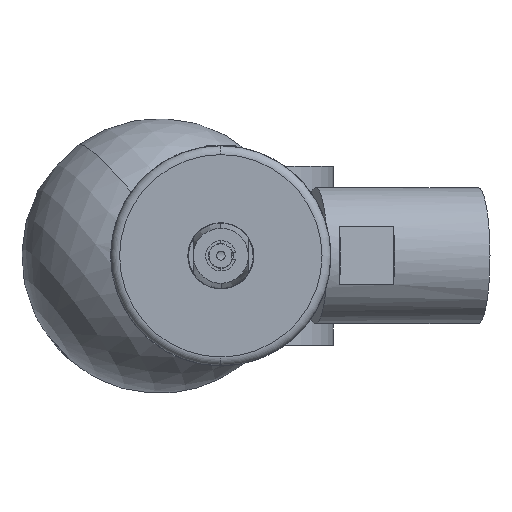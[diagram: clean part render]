
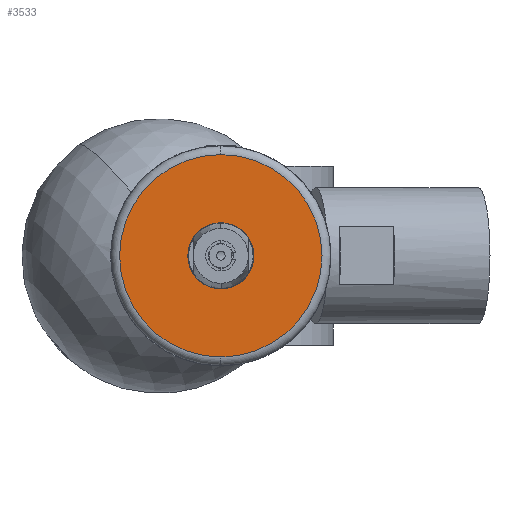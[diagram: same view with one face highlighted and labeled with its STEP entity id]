
A CAD part, left-side view. The second image highlights one B-rep face of the part: STEP entity #3533.
In plain terms, the highlighted planar face has unit normal (-1, 0, 0).
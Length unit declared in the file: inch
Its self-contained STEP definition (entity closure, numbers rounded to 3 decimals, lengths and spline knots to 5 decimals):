
#518 = DIRECTION ( 'NONE',  ( 0., 0., -1. ) ) ;
#1211 = EDGE_LOOP ( 'NONE', ( #7356, #5440 ) ) ;
#1259 = CARTESIAN_POINT ( 'NONE',  ( -0.0335, 0., -0.0805 ) ) ;
#1372 = EDGE_CURVE ( 'NONE', #12613, #3490, #12925, .T. ) ;
#1738 = DIRECTION ( 'NONE',  ( -1., 0., 0. ) ) ;
#2022 = AXIS2_PLACEMENT_3D ( 'NONE', #4011, #1738, #6131 ) ;
#2685 = DIRECTION ( 'NONE',  ( -1., 0., 0. ) ) ;
#3098 = EDGE_LOOP ( 'NONE', ( #9374, #12448 ) ) ;
#3490 = VERTEX_POINT ( 'NONE', #1259 ) ;
#3505 = CARTESIAN_POINT ( 'NONE',  ( -0.0335, 0., 0.46 ) ) ;
#3533 = ADVANCED_FACE ( 'NONE', ( #5057, #10655 ), #9534, .F. ) ;
#3650 = DIRECTION ( 'NONE',  ( 0., 0., 1. ) ) ;
#4011 = CARTESIAN_POINT ( 'NONE',  ( -0.0335, 0., 0. ) ) ;
#4849 = DIRECTION ( 'NONE',  ( 0., 0., -1. ) ) ;
#5057 = FACE_BOUND ( 'NONE', #3098, .T. ) ;
#5377 = CARTESIAN_POINT ( 'NONE',  ( -0.0335, 0., 0. ) ) ;
#5440 = ORIENTED_EDGE ( 'NONE', *, *, #13766, .T. ) ;
#6131 = DIRECTION ( 'NONE',  ( 0., 0., 1. ) ) ;
#6439 = VERTEX_POINT ( 'NONE', #3505 ) ;
#6574 = CIRCLE ( 'NONE', #7991, 0.46 ) ;
#7356 = ORIENTED_EDGE ( 'NONE', *, *, #13906, .T. ) ;
#7380 = CIRCLE ( 'NONE', #12085, 0.0805 ) ;
#7991 = AXIS2_PLACEMENT_3D ( 'NONE', #5377, #12879, #8725 ) ;
#8725 = DIRECTION ( 'NONE',  ( 0., 0., -1. ) ) ;
#9177 = CIRCLE ( 'NONE', #13356, 0.46 ) ;
#9269 = CARTESIAN_POINT ( 'NONE',  ( -0.0335, 0., 0. ) ) ;
#9374 = ORIENTED_EDGE ( 'NONE', *, *, #1372, .F. ) ;
#9534 = PLANE ( 'NONE',  #13080 ) ;
#9790 = VERTEX_POINT ( 'NONE', #10336 ) ;
#10314 = DIRECTION ( 'NONE',  ( -1., 0., 0. ) ) ;
#10336 = CARTESIAN_POINT ( 'NONE',  ( -0.0335, 0., -0.46 ) ) ;
#10431 = CARTESIAN_POINT ( 'NONE',  ( -0.0335, 0.5, 0. ) ) ;
#10655 = FACE_OUTER_BOUND ( 'NONE', #1211, .T. ) ;
#12085 = AXIS2_PLACEMENT_3D ( 'NONE', #9269, #10314, #3650 ) ;
#12448 = ORIENTED_EDGE ( 'NONE', *, *, #12841, .F. ) ;
#12613 = VERTEX_POINT ( 'NONE', #13652 ) ;
#12673 = CARTESIAN_POINT ( 'NONE',  ( -0.0335, 0., 0. ) ) ;
#12735 = DIRECTION ( 'NONE',  ( 1., 0., 0. ) ) ;
#12841 = EDGE_CURVE ( 'NONE', #3490, #12613, #7380, .T. ) ;
#12879 = DIRECTION ( 'NONE',  ( -1., 0., 0. ) ) ;
#12925 = CIRCLE ( 'NONE', #2022, 0.0805 ) ;
#13080 = AXIS2_PLACEMENT_3D ( 'NONE', #10431, #12735, #4849 ) ;
#13356 = AXIS2_PLACEMENT_3D ( 'NONE', #12673, #2685, #518 ) ;
#13652 = CARTESIAN_POINT ( 'NONE',  ( -0.0335, 0., 0.0805 ) ) ;
#13766 = EDGE_CURVE ( 'NONE', #6439, #9790, #6574, .T. ) ;
#13906 = EDGE_CURVE ( 'NONE', #9790, #6439, #9177, .T. ) ;
